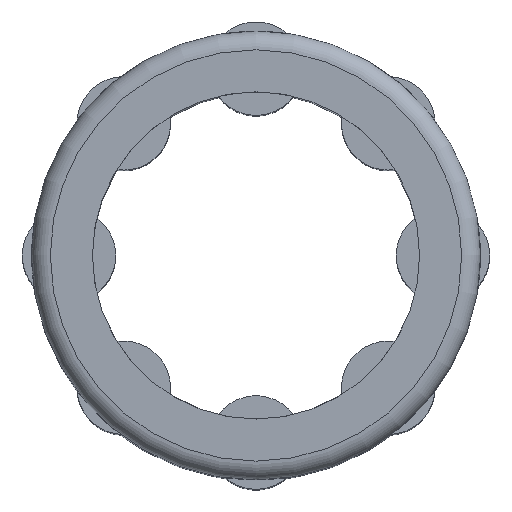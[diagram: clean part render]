
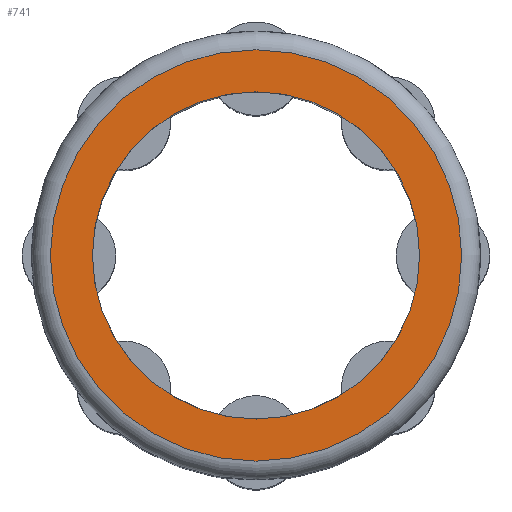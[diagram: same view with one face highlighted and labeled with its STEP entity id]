
A CAD part, top view. The second image highlights one B-rep face of the part: STEP entity #741.
In plain terms, the highlighted planar face has unit normal (0, 0, 1).
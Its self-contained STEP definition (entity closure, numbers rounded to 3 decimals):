
#15=PLANE('',#818);
#142=FACE_BOUND('',#223,.T.);
#156=FACE_OUTER_BOUND('',#222,.T.);
#222=EDGE_LOOP('',(#564));
#223=EDGE_LOOP('',(#565));
#302=CIRCLE('',#817,2.2);
#303=CIRCLE('',#819,1.75);
#388=VERTEX_POINT('',#1276);
#389=VERTEX_POINT('',#1279);
#458=EDGE_CURVE('',#388,#388,#302,.T.);
#459=EDGE_CURVE('',#389,#389,#303,.T.);
#564=ORIENTED_EDGE('',*,*,#458,.F.);
#565=ORIENTED_EDGE('',*,*,#459,.T.);
#741=ADVANCED_FACE('',(#156,#142),#15,.T.);
#817=AXIS2_PLACEMENT_3D('',#1277,#983,#984);
#818=AXIS2_PLACEMENT_3D('',#1278,#985,#986);
#819=AXIS2_PLACEMENT_3D('',#1280,#987,#988);
#983=DIRECTION('center_axis',(0.,0.,-1.));
#984=DIRECTION('ref_axis',(-1.,0.,0.));
#985=DIRECTION('center_axis',(0.,0.,1.));
#986=DIRECTION('ref_axis',(1.,0.,0.));
#987=DIRECTION('center_axis',(0.,0.,-1.));
#988=DIRECTION('ref_axis',(-1.,0.,0.));
#1276=CARTESIAN_POINT('',(2.2,0.,3.4));
#1277=CARTESIAN_POINT('Origin',(0.,0.,3.4));
#1278=CARTESIAN_POINT('Origin',(0.,0.,3.4));
#1279=CARTESIAN_POINT('',(1.75,0.,3.4));
#1280=CARTESIAN_POINT('Origin',(0.,0.,3.4));
